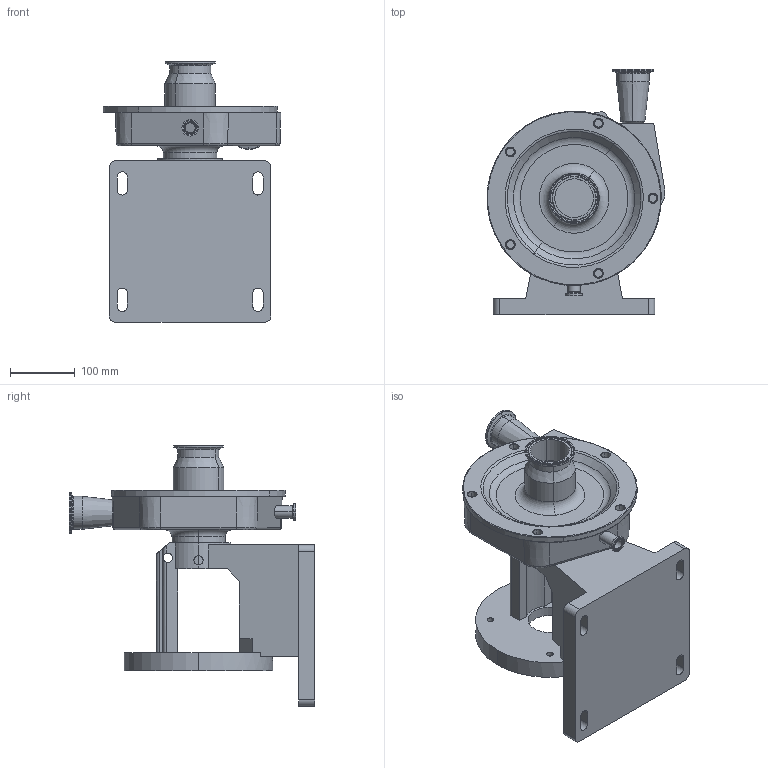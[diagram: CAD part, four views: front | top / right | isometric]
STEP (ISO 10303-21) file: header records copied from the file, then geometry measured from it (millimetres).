
FILE_DESCRIPTION (( 'STEP AP214' ), '1' );
FILE_NAME ('FP 1741-1742-1732 180-210TC VERT 3-4 In STR DRAIN.STEP', '2023-02-13T21:03:32', ( '' ), ( '' ), 'SwSTEP 2.0', 'SolidWorks 2021', '' );
FILE_SCHEMA (( 'AUTOMOTIVE_DESIGN' ));
Length unit declared in the file: millimetre
Products named in the file (1): FP 1741-1742-1732 180-210TC VERT 3-4 In STR DRAIN
Bounding box: 275.17 x 380 x 403.5 mm (x, y, z)
Volume: 7366835.2 mm3; surface area: 691083.1 mm2
Topology: 1 solids, 1 shells, 335 faces, 816 edges, 500 vertices
Faces by surface type: cylinder 125, plane 94, cone 61, torus 53, sphere 1, bspline 1
Entity records: 10391 total; most frequent: CARTESIAN_POINT 2142, DIRECTION 1895, ORIENTED_EDGE 1632, EDGE_CURVE 816, AXIS2_PLACEMENT_3D 768, VERTEX_POINT 500, CIRCLE 433, EDGE_LOOP 382
